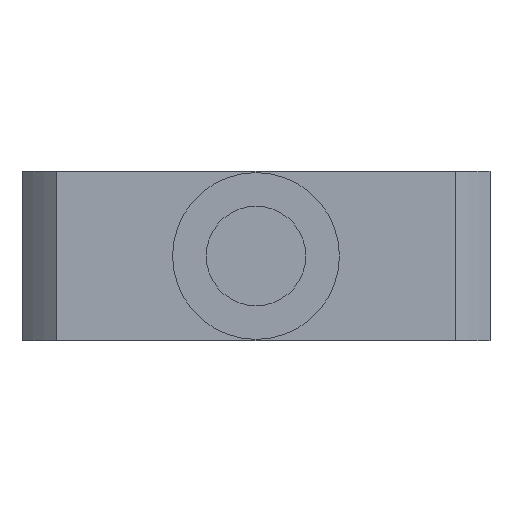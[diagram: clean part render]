
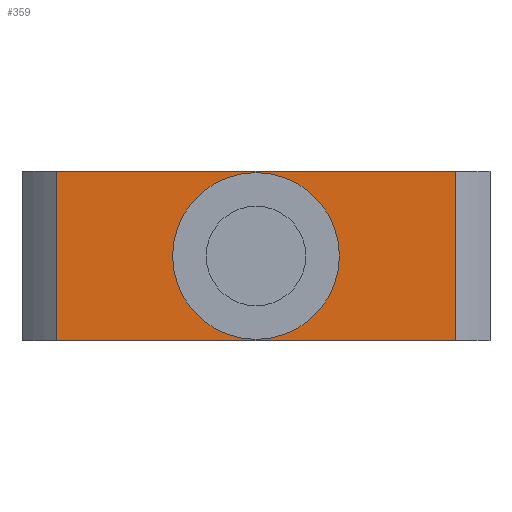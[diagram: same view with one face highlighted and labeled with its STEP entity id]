
A CAD part, left-side view. The second image highlights one B-rep face of the part: STEP entity #359.
In plain terms, the highlighted planar face has unit normal (-1, 0, 0).
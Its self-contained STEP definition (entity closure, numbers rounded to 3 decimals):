
#18 = FACE_OUTER_BOUND ( 'NONE', #585, .T. ) ;
#20 = FACE_BOUND ( 'NONE', #595, .T. ) ;
#52 = EDGE_CURVE ( 'NONE', #712, #714, #569, .T. ) ;
#84 = AXIS2_PLACEMENT_3D ( 'NONE', #926, #914, #1028 ) ;
#93 = AXIS2_PLACEMENT_3D ( 'NONE', #1042, #1085, #1076 ) ;
#154 = EDGE_CURVE ( 'NONE', #713, #712, #477, .T. ) ;
#155 = EDGE_CURVE ( 'NONE', #710, #714, #439, .T. ) ;
#185 = AXIS2_PLACEMENT_3D ( 'NONE', #826, #1007, #1186 ) ;
#209 = EDGE_CURVE ( 'NONE', #710, #713, #445, .T. ) ;
#213 = EDGE_CURVE ( 'NONE', #708, #721, #486, .T. ) ;
#255 = EDGE_CURVE ( 'NONE', #721, #708, #444, .T. ) ;
#289 = ORIENTED_EDGE ( 'NONE', *, *, #155, .T. ) ;
#290 = ORIENTED_EDGE ( 'NONE', *, *, #213, .F. ) ;
#294 = ORIENTED_EDGE ( 'NONE', *, *, #209, .F. ) ;
#298 = ORIENTED_EDGE ( 'NONE', *, *, #255, .F. ) ;
#311 = ORIENTED_EDGE ( 'NONE', *, *, #154, .F. ) ;
#324 = ORIENTED_EDGE ( 'NONE', *, *, #52, .F. ) ;
#359 = ADVANCED_FACE ( 'NONE', ( #18, #20 ), #1103, .F. ) ;
#377 = VECTOR ( 'NONE', #1126, 1000. ) ;
#413 = VECTOR ( 'NONE', #1202, 1000. ) ;
#439 = LINE ( 'NONE', #828, #456 ) ;
#444 = CIRCLE ( 'NONE', #84, 16.75 ) ;
#445 = LINE ( 'NONE', #985, #413 ) ;
#456 = VECTOR ( 'NONE', #1097, 1000. ) ;
#477 = LINE ( 'NONE', #1143, #377 ) ;
#486 = CIRCLE ( 'NONE', #93, 16.75 ) ;
#554 = VECTOR ( 'NONE', #1109, 1000. ) ;
#569 = LINE ( 'NONE', #748, #554 ) ;
#585 = EDGE_LOOP ( 'NONE', ( #294, #289, #324, #311 ) ) ;
#595 = EDGE_LOOP ( 'NONE', ( #290, #298 ) ) ;
#708 = VERTEX_POINT ( 'NONE', #1015 ) ;
#710 = VERTEX_POINT ( 'NONE', #1162 ) ;
#712 = VERTEX_POINT ( 'NONE', #1011 ) ;
#713 = VERTEX_POINT ( 'NONE', #920 ) ;
#714 = VERTEX_POINT ( 'NONE', #1000 ) ;
#721 = VERTEX_POINT ( 'NONE', #1198 ) ;
#748 = CARTESIAN_POINT ( 'NONE',  ( -47., -40.051, 0. ) ) ;
#826 = CARTESIAN_POINT ( 'NONE',  ( -47., 47., 34. ) ) ;
#828 = CARTESIAN_POINT ( 'NONE',  ( -47., 47., 0. ) ) ;
#914 = DIRECTION ( 'NONE',  ( -1., 0., 0. ) ) ;
#920 = CARTESIAN_POINT ( 'NONE',  ( -47., 40.051, 34. ) ) ;
#926 = CARTESIAN_POINT ( 'NONE',  ( -47., 0., 17. ) ) ;
#985 = CARTESIAN_POINT ( 'NONE',  ( -47., 40.051, 0. ) ) ;
#1000 = CARTESIAN_POINT ( 'NONE',  ( -47., -40.051, 0. ) ) ;
#1007 = DIRECTION ( 'NONE',  ( 1., 0., 0. ) ) ;
#1011 = CARTESIAN_POINT ( 'NONE',  ( -47., -40.051, 34. ) ) ;
#1015 = CARTESIAN_POINT ( 'NONE',  ( -47., 0., 0.25 ) ) ;
#1028 = DIRECTION ( 'NONE',  ( 0., 1., 0. ) ) ;
#1042 = CARTESIAN_POINT ( 'NONE',  ( -47., 0., 17. ) ) ;
#1076 = DIRECTION ( 'NONE',  ( 0., 1., 0. ) ) ;
#1085 = DIRECTION ( 'NONE',  ( -1., 0., 0. ) ) ;
#1097 = DIRECTION ( 'NONE',  ( 0., -1., 0. ) ) ;
#1103 = PLANE ( 'NONE',  #185 ) ;
#1109 = DIRECTION ( 'NONE',  ( 0., 0., -1. ) ) ;
#1126 = DIRECTION ( 'NONE',  ( 0., -1., 0. ) ) ;
#1143 = CARTESIAN_POINT ( 'NONE',  ( -47., 47., 34. ) ) ;
#1162 = CARTESIAN_POINT ( 'NONE',  ( -47., 40.051, 0. ) ) ;
#1186 = DIRECTION ( 'NONE',  ( 0., 1., 0. ) ) ;
#1198 = CARTESIAN_POINT ( 'NONE',  ( -47., 0., 33.75 ) ) ;
#1202 = DIRECTION ( 'NONE',  ( 0., 0., 1. ) ) ;
